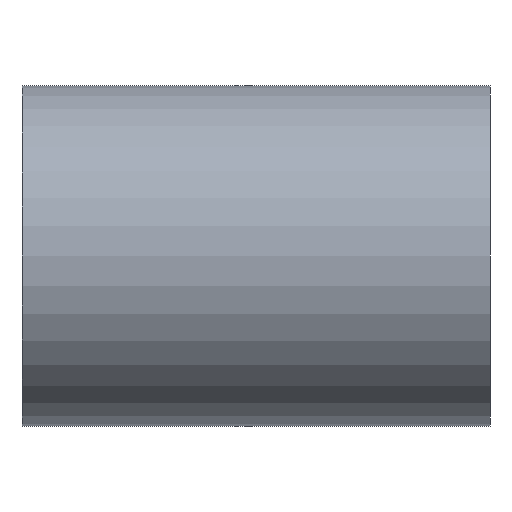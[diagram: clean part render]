
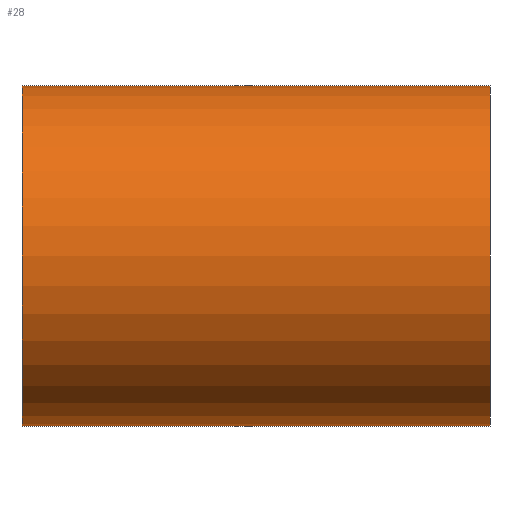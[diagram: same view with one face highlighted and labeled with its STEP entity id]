
A CAD part, left-side view. The second image highlights one B-rep face of the part: STEP entity #28.
In plain terms, the highlighted cylindrical face has radius 15.85 mm (diameter 31.7 mm), a partial arc.
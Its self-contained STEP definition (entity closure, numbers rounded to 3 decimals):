
#8 = ORIENTED_EDGE ( 'NONE', *, *, #291, .F. ) ;
#18 = CARTESIAN_POINT ( 'NONE',  ( 0., 0., 15.85 ) ) ;
#28 = ADVANCED_FACE ( 'NONE', ( #544 ), #594, .T. ) ;
#56 = CARTESIAN_POINT ( 'NONE',  ( 0., 0., -15.85 ) ) ;
#57 = VERTEX_POINT ( 'NONE', #222 ) ;
#65 = CIRCLE ( 'NONE', #169, 15.85 ) ;
#91 = EDGE_CURVE ( 'NONE', #181, #57, #195, .T. ) ;
#100 = CIRCLE ( 'NONE', #212, 15.85 ) ;
#106 = CARTESIAN_POINT ( 'NONE',  ( 0., 0., 0. ) ) ;
#146 = EDGE_CURVE ( 'NONE', #319, #181, #65, .T. ) ;
#155 = DIRECTION ( 'NONE',  ( 0., 1., 0. ) ) ;
#169 = AXIS2_PLACEMENT_3D ( 'NONE', #106, #155, #203 ) ;
#170 = DIRECTION ( 'NONE',  ( 0., 1., 0. ) ) ;
#173 = VECTOR ( 'NONE', #170, 1000. ) ;
#180 = DIRECTION ( 'NONE',  ( 0., 1., 0. ) ) ;
#181 = VERTEX_POINT ( 'NONE', #18 ) ;
#195 = LINE ( 'NONE', #225, #240 ) ;
#200 = DIRECTION ( 'NONE',  ( 0., 0., 1. ) ) ;
#203 = DIRECTION ( 'NONE',  ( 0., 0., 1. ) ) ;
#212 = AXIS2_PLACEMENT_3D ( 'NONE', #379, #489, #200 ) ;
#222 = CARTESIAN_POINT ( 'NONE',  ( 0., 43.6, 15.85 ) ) ;
#225 = CARTESIAN_POINT ( 'NONE',  ( 0., 161.376, 15.85 ) ) ;
#227 = CARTESIAN_POINT ( 'NONE',  ( 0., 43.6, -15.85 ) ) ;
#233 = ORIENTED_EDGE ( 'NONE', *, *, #146, .T. ) ;
#240 = VECTOR ( 'NONE', #180, 1000. ) ;
#291 = EDGE_CURVE ( 'NONE', #546, #57, #100, .T. ) ;
#308 = CARTESIAN_POINT ( 'NONE',  ( 0., 161.376, 0. ) ) ;
#319 = VERTEX_POINT ( 'NONE', #56 ) ;
#354 = DIRECTION ( 'NONE',  ( 0., 1., 0. ) ) ;
#369 = ORIENTED_EDGE ( 'NONE', *, *, #91, .T. ) ;
#379 = CARTESIAN_POINT ( 'NONE',  ( 0., 43.6, 0. ) ) ;
#401 = CARTESIAN_POINT ( 'NONE',  ( 0., 161.376, -15.85 ) ) ;
#403 = DIRECTION ( 'NONE',  ( 0., 0., 1. ) ) ;
#438 = ORIENTED_EDGE ( 'NONE', *, *, #469, .F. ) ;
#469 = EDGE_CURVE ( 'NONE', #319, #546, #561, .T. ) ;
#489 = DIRECTION ( 'NONE',  ( 0., 1., 0. ) ) ;
#505 = AXIS2_PLACEMENT_3D ( 'NONE', #308, #354, #403 ) ;
#544 = FACE_OUTER_BOUND ( 'NONE', #623, .T. ) ;
#546 = VERTEX_POINT ( 'NONE', #227 ) ;
#561 = LINE ( 'NONE', #401, #173 ) ;
#594 = CYLINDRICAL_SURFACE ( 'NONE', #505, 15.85 ) ;
#623 = EDGE_LOOP ( 'NONE', ( #438, #233, #369, #8 ) ) ;
